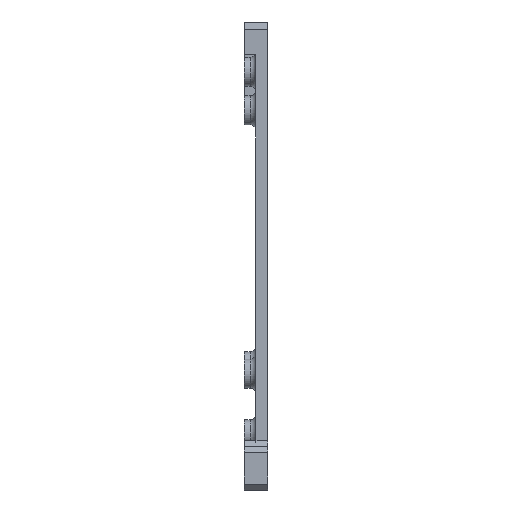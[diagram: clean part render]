
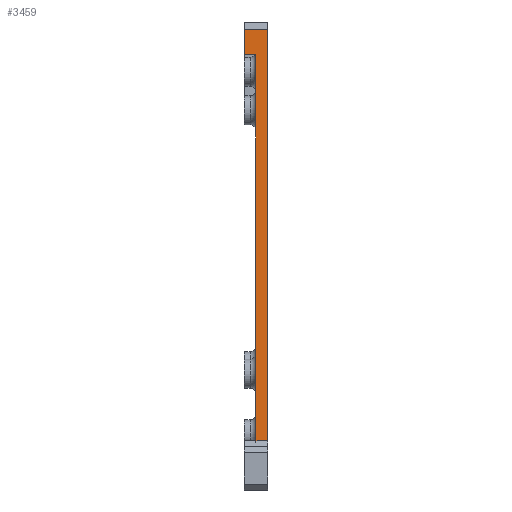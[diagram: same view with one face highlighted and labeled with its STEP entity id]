
A CAD part, left-side view. The second image highlights one B-rep face of the part: STEP entity #3459.
In plain terms, the highlighted planar face has unit normal (-1, 0, 0).
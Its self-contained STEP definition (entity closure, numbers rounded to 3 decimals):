
#138=LINE('',#4619,#518);
#431=LINE('',#5559,#811);
#489=LINE('',#5790,#869);
#497=LINE('',#5807,#877);
#498=LINE('',#5809,#878);
#499=LINE('',#5810,#879);
#518=VECTOR('',#3750,10.);
#811=VECTOR('',#4303,10.);
#869=VECTOR('',#4537,10.);
#877=VECTOR('',#4555,10.);
#878=VECTOR('',#4556,10.);
#879=VECTOR('',#4557,10.);
#1015=PLANE('',#3713);
#1197=FACE_OUTER_BOUND('',#1421,.T.);
#1421=EDGE_LOOP('',(#3226,#3227,#3228,#3229,#3230,#3231));
#1519=VERTEX_POINT('',#4616);
#1520=VERTEX_POINT('',#4618);
#1756=VERTEX_POINT('',#5556);
#1757=VERTEX_POINT('',#5558);
#1822=VERTEX_POINT('',#5806);
#1823=VERTEX_POINT('',#5808);
#1842=EDGE_CURVE('',#1520,#1519,#138,.T.);
#2189=EDGE_CURVE('',#1757,#1756,#431,.T.);
#2291=EDGE_CURVE('',#1757,#1519,#489,.T.);
#2299=EDGE_CURVE('',#1822,#1756,#497,.T.);
#2300=EDGE_CURVE('',#1822,#1823,#498,.T.);
#2301=EDGE_CURVE('',#1823,#1520,#499,.T.);
#3226=ORIENTED_EDGE('',*,*,#1842,.T.);
#3227=ORIENTED_EDGE('',*,*,#2291,.F.);
#3228=ORIENTED_EDGE('',*,*,#2189,.T.);
#3229=ORIENTED_EDGE('',*,*,#2299,.F.);
#3230=ORIENTED_EDGE('',*,*,#2300,.T.);
#3231=ORIENTED_EDGE('',*,*,#2301,.T.);
#3459=ADVANCED_FACE('',(#1197),#1015,.T.);
#3713=AXIS2_PLACEMENT_3D('',#5805,#4553,#4554);
#3750=DIRECTION('',(0.,0.,-1.));
#4303=DIRECTION('',(0.,0.,1.));
#4537=DIRECTION('',(0.,1.,0.));
#4553=DIRECTION('center_axis',(-1.,0.,0.));
#4554=DIRECTION('ref_axis',(0.,0.,1.));
#4555=DIRECTION('',(0.,-1.,0.));
#4556=DIRECTION('',(0.,0.,-1.));
#4557=DIRECTION('',(0.,-1.,0.));
#4616=CARTESIAN_POINT('',(-171.621,-74.,-211.532));
#4618=CARTESIAN_POINT('',(-171.621,-74.,-144.968));
#4619=CARTESIAN_POINT('',(-171.621,-74.,-200.266));
#5556=CARTESIAN_POINT('',(-171.621,-76.,-140.567));
#5558=CARTESIAN_POINT('',(-171.621,-76.,-211.532));
#5559=CARTESIAN_POINT('',(-171.621,-76.,-218.032));
#5790=CARTESIAN_POINT('',(-171.621,-76.,-211.532));
#5805=CARTESIAN_POINT('Origin',(-171.621,-76.,-218.032));
#5806=CARTESIAN_POINT('',(-171.621,-72.,-140.567));
#5807=CARTESIAN_POINT('',(-171.621,-76.,-140.567));
#5808=CARTESIAN_POINT('',(-171.621,-72.,-144.968));
#5809=CARTESIAN_POINT('',(-171.621,-72.,-218.032));
#5810=CARTESIAN_POINT('',(-171.621,-74.,-144.968));
